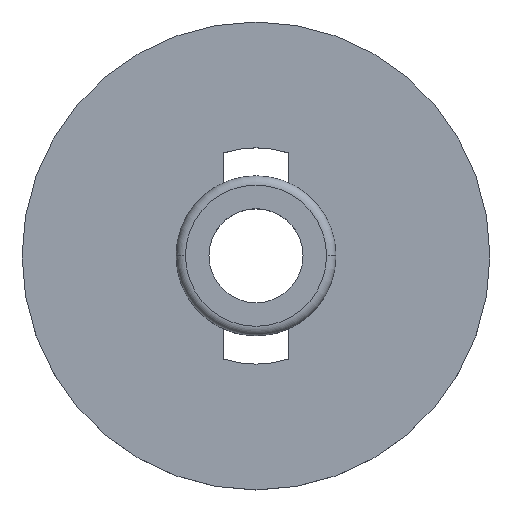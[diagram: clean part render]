
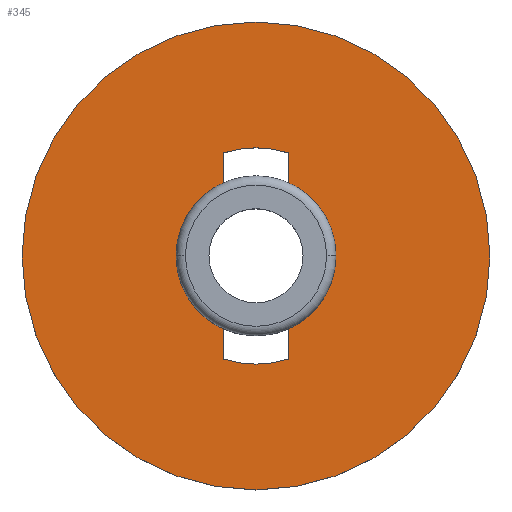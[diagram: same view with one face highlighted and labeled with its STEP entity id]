
A CAD part, top view. The second image highlights one B-rep face of the part: STEP entity #345.
In plain terms, the highlighted planar face has unit normal (0, 0, 1).
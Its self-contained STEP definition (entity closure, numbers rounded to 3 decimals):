
#3 = CARTESIAN_POINT ( 'NONE',  ( 0., 0., 0.8 ) ) ;
#38 = LINE ( 'NONE', #580, #466 ) ;
#43 = CARTESIAN_POINT ( 'NONE',  ( -0.7, -2.191, 0.8 ) ) ;
#45 = EDGE_CURVE ( 'NONE', #148, #107, #290, .T. ) ;
#71 = EDGE_CURVE ( 'NONE', #736, #209, #77, .T. ) ;
#77 = CIRCLE ( 'NONE', #904, 4.975 ) ;
#84 = DIRECTION ( 'NONE',  ( 0., 0., 1. ) ) ;
#86 = AXIS2_PLACEMENT_3D ( 'NONE', #334, #788, #256 ) ;
#104 = DIRECTION ( 'NONE',  ( 0., -1., 0. ) ) ;
#107 = VERTEX_POINT ( 'NONE', #546 ) ;
#108 = ORIENTED_EDGE ( 'NONE', *, *, #353, .F. ) ;
#127 = CARTESIAN_POINT ( 'NONE',  ( 0., 0., 0.8 ) ) ;
#148 = VERTEX_POINT ( 'NONE', #843 ) ;
#163 = DIRECTION ( 'NONE',  ( 1., 0., 0. ) ) ;
#168 = FACE_OUTER_BOUND ( 'NONE', #976, .T. ) ;
#169 = EDGE_LOOP ( 'NONE', ( #681, #438, #581, #108, #525, #774, #698, #179, #922, #738 ) ) ;
#176 = DIRECTION ( 'NONE',  ( 0., 0., -1. ) ) ;
#179 = ORIENTED_EDGE ( 'NONE', *, *, #655, .T. ) ;
#183 = EDGE_CURVE ( 'NONE', #209, #736, #480, .T. ) ;
#207 = DIRECTION ( 'NONE',  ( 1., 0., 0. ) ) ;
#209 = VERTEX_POINT ( 'NONE', #284 ) ;
#214 = CIRCLE ( 'NONE', #349, 1.7 ) ;
#227 = DIRECTION ( 'NONE',  ( 0., 0., -1. ) ) ;
#232 = CARTESIAN_POINT ( 'NONE',  ( 0., 0., 0.8 ) ) ;
#237 = CARTESIAN_POINT ( 'NONE',  ( -0.7, 0., 0.8 ) ) ;
#250 = CARTESIAN_POINT ( 'NONE',  ( 1.7, 0., 0.8 ) ) ;
#256 = DIRECTION ( 'NONE',  ( 1., 0., 0. ) ) ;
#263 = CARTESIAN_POINT ( 'NONE',  ( 0., 0., 0.8 ) ) ;
#275 = CARTESIAN_POINT ( 'NONE',  ( -0.7, 2.191, 0.8 ) ) ;
#276 = AXIS2_PLACEMENT_3D ( 'NONE', #622, #176, #702 ) ;
#284 = CARTESIAN_POINT ( 'NONE',  ( -4.975, 0., 0.8 ) ) ;
#287 = VECTOR ( 'NONE', #986, 1000. ) ;
#290 = CIRCLE ( 'NONE', #86, 1.7 ) ;
#292 = VERTEX_POINT ( 'NONE', #584 ) ;
#302 = CIRCLE ( 'NONE', #463, 2.3 ) ;
#308 = VERTEX_POINT ( 'NONE', #43 ) ;
#328 = DIRECTION ( 'NONE',  ( 0., 0., 1. ) ) ;
#334 = CARTESIAN_POINT ( 'NONE',  ( 0., 0., 0.8 ) ) ;
#339 = DIRECTION ( 'NONE',  ( 1., 0., 0. ) ) ;
#345 = ADVANCED_FACE ( 'NONE', ( #371, #168 ), #840, .T. ) ;
#349 = AXIS2_PLACEMENT_3D ( 'NONE', #684, #227, #760 ) ;
#353 = EDGE_CURVE ( 'NONE', #966, #292, #478, .T. ) ;
#371 = FACE_BOUND ( 'NONE', #169, .T. ) ;
#381 = EDGE_CURVE ( 'NONE', #598, #496, #673, .T. ) ;
#389 = AXIS2_PLACEMENT_3D ( 'NONE', #3, #84, #163 ) ;
#422 = CARTESIAN_POINT ( 'NONE',  ( 0.7, 1.549, 0.8 ) ) ;
#436 = AXIS2_PLACEMENT_3D ( 'NONE', #232, #500, #578 ) ;
#438 = ORIENTED_EDGE ( 'NONE', *, *, #45, .T. ) ;
#444 = AXIS2_PLACEMENT_3D ( 'NONE', #676, #599, #602 ) ;
#457 = CARTESIAN_POINT ( 'NONE',  ( 0.7, 0., 0.8 ) ) ;
#458 = ORIENTED_EDGE ( 'NONE', *, *, #183, .T. ) ;
#461 = EDGE_CURVE ( 'NONE', #107, #292, #842, .T. ) ;
#463 = AXIS2_PLACEMENT_3D ( 'NONE', #263, #792, #339 ) ;
#466 = VECTOR ( 'NONE', #805, 1000. ) ;
#470 = DIRECTION ( 'NONE',  ( 0., -1., 0. ) ) ;
#478 = LINE ( 'NONE', #237, #889 ) ;
#480 = CIRCLE ( 'NONE', #436, 4.975 ) ;
#487 = CARTESIAN_POINT ( 'NONE',  ( 0.7, 0., 0.8 ) ) ;
#496 = VERTEX_POINT ( 'NONE', #250 ) ;
#500 = DIRECTION ( 'NONE',  ( 0., 0., 1. ) ) ;
#525 = ORIENTED_EDGE ( 'NONE', *, *, #542, .T. ) ;
#542 = EDGE_CURVE ( 'NONE', #966, #942, #302, .T. ) ;
#546 = CARTESIAN_POINT ( 'NONE',  ( -1.7, 0., 0.8 ) ) ;
#578 = DIRECTION ( 'NONE',  ( 1., 0., 0. ) ) ;
#580 = CARTESIAN_POINT ( 'NONE',  ( -0.7, 0., 0.8 ) ) ;
#581 = ORIENTED_EDGE ( 'NONE', *, *, #461, .T. ) ;
#584 = CARTESIAN_POINT ( 'NONE',  ( -0.7, 1.549, 0.8 ) ) ;
#598 = VERTEX_POINT ( 'NONE', #422 ) ;
#599 = DIRECTION ( 'NONE',  ( 0., 0., -1. ) ) ;
#602 = DIRECTION ( 'NONE',  ( 1., 0., 0. ) ) ;
#622 = CARTESIAN_POINT ( 'NONE',  ( 0., 0., 0.8 ) ) ;
#648 = CARTESIAN_POINT ( 'NONE',  ( 0.7, 2.191, 0.8 ) ) ;
#651 = DIRECTION ( 'NONE',  ( 0., 0., -1. ) ) ;
#652 = EDGE_CURVE ( 'NONE', #942, #598, #793, .T. ) ;
#655 = EDGE_CURVE ( 'NONE', #496, #798, #214, .T. ) ;
#673 = CIRCLE ( 'NONE', #444, 1.7 ) ;
#676 = CARTESIAN_POINT ( 'NONE',  ( 0., 0., 0.8 ) ) ;
#681 = ORIENTED_EDGE ( 'NONE', *, *, #977, .F. ) ;
#684 = CARTESIAN_POINT ( 'NONE',  ( 0., 0., 0.8 ) ) ;
#686 = CIRCLE ( 'NONE', #743, 2.3 ) ;
#698 = ORIENTED_EDGE ( 'NONE', *, *, #381, .T. ) ;
#702 = DIRECTION ( 'NONE',  ( 1., 0., 0. ) ) ;
#736 = VERTEX_POINT ( 'NONE', #848 ) ;
#738 = ORIENTED_EDGE ( 'NONE', *, *, #965, .T. ) ;
#743 = AXIS2_PLACEMENT_3D ( 'NONE', #127, #651, #207 ) ;
#745 = ORIENTED_EDGE ( 'NONE', *, *, #71, .T. ) ;
#760 = DIRECTION ( 'NONE',  ( 1., 0., 0. ) ) ;
#774 = ORIENTED_EDGE ( 'NONE', *, *, #652, .T. ) ;
#782 = DIRECTION ( 'NONE',  ( 1., 0., 0. ) ) ;
#785 = CARTESIAN_POINT ( 'NONE',  ( 0.7, -1.549, 0.8 ) ) ;
#787 = LINE ( 'NONE', #487, #981 ) ;
#788 = DIRECTION ( 'NONE',  ( 0., 0., -1. ) ) ;
#792 = DIRECTION ( 'NONE',  ( 0., 0., -1. ) ) ;
#793 = LINE ( 'NONE', #457, #287 ) ;
#798 = VERTEX_POINT ( 'NONE', #785 ) ;
#804 = CARTESIAN_POINT ( 'NONE',  ( 0.7, -2.191, 0.8 ) ) ;
#805 = DIRECTION ( 'NONE',  ( 0., -1., 0. ) ) ;
#811 = EDGE_CURVE ( 'NONE', #798, #964, #787, .T. ) ;
#840 = PLANE ( 'NONE',  #389 ) ;
#842 = CIRCLE ( 'NONE', #276, 1.7 ) ;
#843 = CARTESIAN_POINT ( 'NONE',  ( -0.7, -1.549, 0.8 ) ) ;
#848 = CARTESIAN_POINT ( 'NONE',  ( 4.975, 0., 0.8 ) ) ;
#861 = CARTESIAN_POINT ( 'NONE',  ( 0., 0., 0.8 ) ) ;
#889 = VECTOR ( 'NONE', #470, 1000. ) ;
#904 = AXIS2_PLACEMENT_3D ( 'NONE', #861, #328, #782 ) ;
#922 = ORIENTED_EDGE ( 'NONE', *, *, #811, .T. ) ;
#942 = VERTEX_POINT ( 'NONE', #648 ) ;
#964 = VERTEX_POINT ( 'NONE', #804 ) ;
#965 = EDGE_CURVE ( 'NONE', #964, #308, #686, .T. ) ;
#966 = VERTEX_POINT ( 'NONE', #275 ) ;
#976 = EDGE_LOOP ( 'NONE', ( #458, #745 ) ) ;
#977 = EDGE_CURVE ( 'NONE', #148, #308, #38, .T. ) ;
#981 = VECTOR ( 'NONE', #104, 1000. ) ;
#986 = DIRECTION ( 'NONE',  ( 0., -1., 0. ) ) ;
